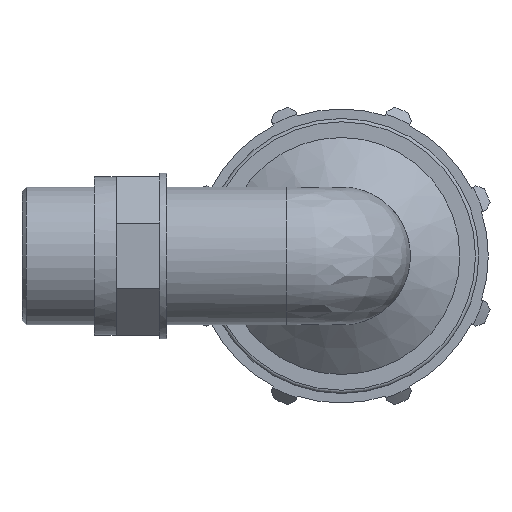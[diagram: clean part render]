
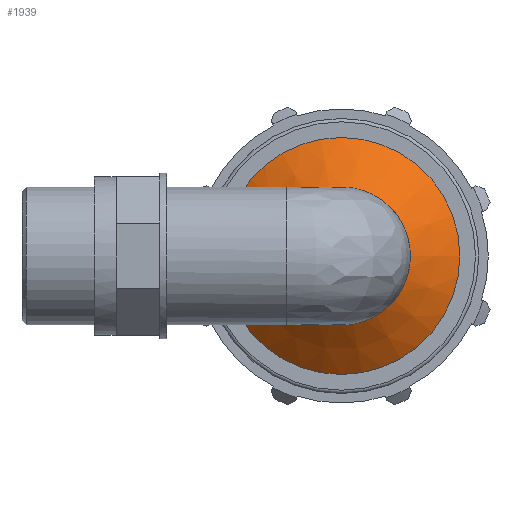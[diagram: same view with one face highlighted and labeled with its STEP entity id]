
A CAD part, left-side view. The second image highlights one B-rep face of the part: STEP entity #1939.
In plain terms, the highlighted conical face has half-angle 50 degrees and reference radius 28.477 mm.
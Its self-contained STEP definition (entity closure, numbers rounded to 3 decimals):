
#47=CONICAL_SURFACE('',#2096,28.478,50.);
#62=B_SPLINE_CURVE_WITH_KNOTS('',3,(#3010,#3011,#3012,#3013,#3014,#3015,
#3016,#3017,#3018,#3019,#3020,#3021,#3022,#3023,#3024,#3025,#3026,#3027),
 .UNSPECIFIED.,.F.,.F.,(4,2,2,2,2,2,2,2,4),(8.108,8.162,
8.604,8.981,9.357,9.733,10.11,
10.552,10.606),.UNSPECIFIED.);
#65=FACE_BOUND('',#297,.T.);
#169=FACE_OUTER_BOUND('',#296,.T.);
#296=EDGE_LOOP('',(#1403));
#297=EDGE_LOOP('',(#1404,#1405));
#730=CIRCLE('',#2086,20.955);
#736=CIRCLE('',#2097,36.);
#846=VERTEX_POINT('',#2996);
#847=VERTEX_POINT('',#2997);
#853=VERTEX_POINT('',#3059);
#1065=EDGE_CURVE('',#846,#847,#730,.T.);
#1071=EDGE_CURVE('',#846,#847,#62,.T.);
#1074=EDGE_CURVE('',#853,#853,#736,.T.);
#1403=ORIENTED_EDGE('',*,*,#1074,.F.);
#1404=ORIENTED_EDGE('',*,*,#1071,.F.);
#1405=ORIENTED_EDGE('',*,*,#1065,.T.);
#1939=ADVANCED_FACE('',(#169,#65),#47,.T.);
#2086=AXIS2_PLACEMENT_3D('',#2998,#2416,#2417);
#2096=AXIS2_PLACEMENT_3D('',#3058,#2436,#2437);
#2097=AXIS2_PLACEMENT_3D('',#3060,#2438,#2439);
#2416=DIRECTION('center_axis',(1.,0.,0.));
#2417=DIRECTION('ref_axis',(0.,0.,-1.));
#2436=DIRECTION('center_axis',(1.,0.,0.));
#2437=DIRECTION('ref_axis',(0.,1.,0.));
#2438=DIRECTION('center_axis',(1.,0.,0.));
#2439=DIRECTION('ref_axis',(0.,0.,-1.));
#2996=CARTESIAN_POINT('',(18.096,18.096,10.567));
#2997=CARTESIAN_POINT('',(18.096,18.096,-10.567));
#2998=CARTESIAN_POINT('Origin',(18.096,0.,0.));
#3010=CARTESIAN_POINT('Ctrl Pts',(18.096,18.096,10.567));
#3011=CARTESIAN_POINT('Ctrl Pts',(18.16,18.248,10.457));
#3012=CARTESIAN_POINT('Ctrl Pts',(18.223,18.398,10.346));
#3013=CARTESIAN_POINT('Ctrl Pts',(18.801,19.755,9.313));
#3014=CARTESIAN_POINT('Ctrl Pts',(19.299,20.855,8.251));
#3015=CARTESIAN_POINT('Ctrl Pts',(20.047,22.472,6.186));
#3016=CARTESIAN_POINT('Ctrl Pts',(20.377,23.166,5.046));
#3017=CARTESIAN_POINT('Ctrl Pts',(20.833,24.114,2.582));
#3018=CARTESIAN_POINT('Ctrl Pts',(20.955,24.363,1.255));
#3019=CARTESIAN_POINT('Ctrl Pts',(20.955,24.363,-1.255));
#3020=CARTESIAN_POINT('Ctrl Pts',(20.833,24.114,-2.582));
#3021=CARTESIAN_POINT('Ctrl Pts',(20.377,23.166,-5.046));
#3022=CARTESIAN_POINT('Ctrl Pts',(20.047,22.472,-6.186));
#3023=CARTESIAN_POINT('Ctrl Pts',(19.299,20.855,-8.251));
#3024=CARTESIAN_POINT('Ctrl Pts',(18.801,19.755,-9.313));
#3025=CARTESIAN_POINT('Ctrl Pts',(18.223,18.398,-10.346));
#3026=CARTESIAN_POINT('Ctrl Pts',(18.16,18.248,-10.457));
#3027=CARTESIAN_POINT('Ctrl Pts',(18.096,18.096,-10.567));
#3058=CARTESIAN_POINT('Origin',(24.408,0.,0.));
#3059=CARTESIAN_POINT('',(30.72,36.,0.));
#3060=CARTESIAN_POINT('Origin',(30.72,0.,0.));
